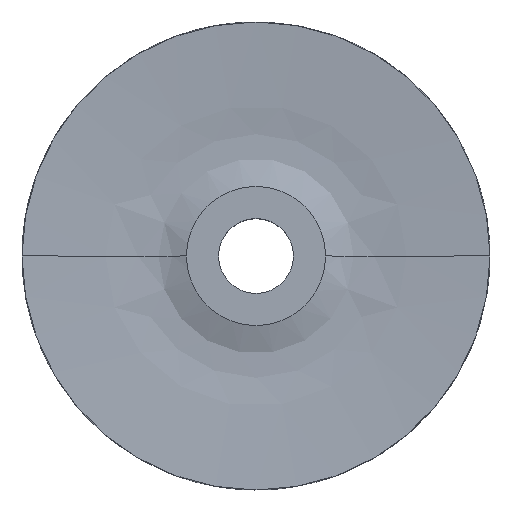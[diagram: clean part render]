
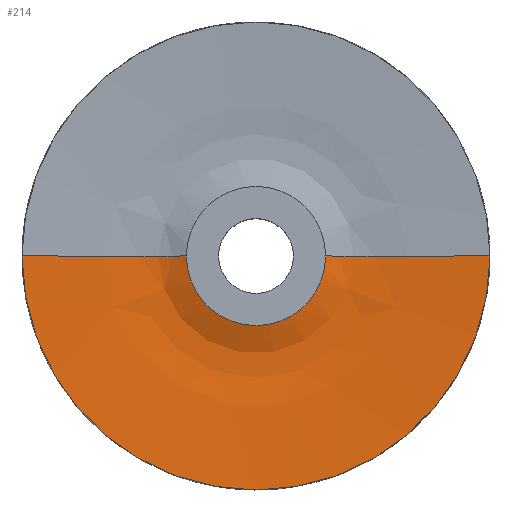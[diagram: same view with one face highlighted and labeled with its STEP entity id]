
A CAD part, top view. The second image highlights one B-rep face of the part: STEP entity #214.
In plain terms, the highlighted face is a revolution surface.
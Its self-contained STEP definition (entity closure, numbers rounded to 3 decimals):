
#193 = VERTEX_POINT('',#194);
#194 = CARTESIAN_POINT('',(14.872,0.,
    13.245));
#195 = VERTEX_POINT('',#196);
#196 = CARTESIAN_POINT('',(-14.872,0.,
    13.245));
#203 = EDGE_CURVE('',#195,#193,#204,.T.);
#204 = CIRCLE('',#205,14.872);
#205 = AXIS2_PLACEMENT_3D('',#206,#207,#208);
#206 = CARTESIAN_POINT('',(0.,0.,13.245));
#207 = DIRECTION('',(0.,0.,1.));
#208 = DIRECTION('',(1.,0.,0.));
#214 = ADVANCED_FACE('Face 5',(#215),#243,.F.);
#215 = FACE_BOUND('',#216,.F.);
#216 = EDGE_LOOP('',(#217,#218,#227,#236));
#217 = ORIENTED_EDGE('',*,*,#203,.T.);
#218 = ORIENTED_EDGE('',*,*,#219,.T.);
#219 = EDGE_CURVE('',#193,#220,#222,.T.);
#220 = VERTEX_POINT('',#221);
#221 = CARTESIAN_POINT('',(50.,0.,13.245));
#222 = B_SPLINE_CURVE_WITH_KNOTS('',3,(#223,#224,#225,#226),
  .UNSPECIFIED.,.F.,.F.,(4,4),(0.,1.),.PIECEWISE_BEZIER_KNOTS.);
#223 = CARTESIAN_POINT('',(14.872,0.,
    13.245));
#224 = CARTESIAN_POINT('',(23.966,0.,
    9.036));
#225 = CARTESIAN_POINT('',(30.16,0.,
    13.245));
#226 = CARTESIAN_POINT('',(50.,0.,13.245));
#227 = ORIENTED_EDGE('',*,*,#228,.F.);
#228 = EDGE_CURVE('',#229,#220,#231,.T.);
#229 = VERTEX_POINT('',#230);
#230 = CARTESIAN_POINT('',(-50.,0.,13.245));
#231 = CIRCLE('',#232,50.);
#232 = AXIS2_PLACEMENT_3D('',#233,#234,#235);
#233 = CARTESIAN_POINT('',(0.,0.,13.245));
#234 = DIRECTION('',(0.,0.,1.));
#235 = DIRECTION('',(1.,0.,0.));
#236 = ORIENTED_EDGE('',*,*,#237,.F.);
#237 = EDGE_CURVE('',#195,#229,#238,.T.);
#238 = B_SPLINE_CURVE_WITH_KNOTS('',3,(#239,#240,#241,#242),
  .UNSPECIFIED.,.F.,.F.,(4,4),(0.,1.),.PIECEWISE_BEZIER_KNOTS.);
#239 = CARTESIAN_POINT('',(-14.872,0.,
    13.245));
#240 = CARTESIAN_POINT('',(-23.966,0.,
    9.036));
#241 = CARTESIAN_POINT('',(-30.16,0.,
    13.245));
#242 = CARTESIAN_POINT('',(-50.,0.,13.245));
#243 = SURFACE_OF_REVOLUTION('',#244,#249);
#244 = B_SPLINE_CURVE_WITH_KNOTS('',3,(#245,#246,#247,#248),
  .UNSPECIFIED.,.F.,.F.,(4,4),(0.,1.),.PIECEWISE_BEZIER_KNOTS.);
#245 = CARTESIAN_POINT('',(14.872,0.,
    13.245));
#246 = CARTESIAN_POINT('',(23.966,0.,
    9.036));
#247 = CARTESIAN_POINT('',(30.16,0.,
    13.245));
#248 = CARTESIAN_POINT('',(50.,0.,13.245));
#249 = AXIS1_PLACEMENT('',#250,#251);
#250 = CARTESIAN_POINT('',(0.,0.,-13.245));
#251 = DIRECTION('',(0.,0.,1.));
